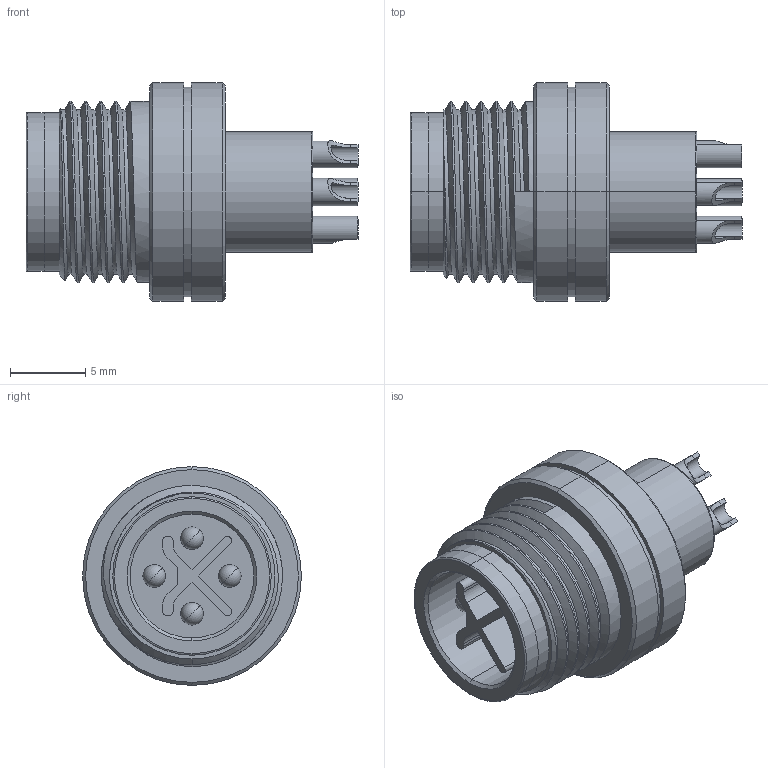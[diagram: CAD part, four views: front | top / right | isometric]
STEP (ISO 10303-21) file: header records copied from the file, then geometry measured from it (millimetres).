
FILE_DESCRIPTION (( 'STEP AP203' ), '1' );
FILE_NAME ('50-01054.STEP', '2025-03-25T00:55:02', ( '' ), ( '' ), 'SwSTEP 2.0', 'SolidWorks 2021', '' );
FILE_SCHEMA (( 'CONFIG_CONTROL_DESIGN' ));
Length unit declared in the file: millimetre
Products named in the file (5): 50-01054-01___; 50-01054; 50-01054-02_step; 50-01054-03___; 50-01054-03L___
Assembly tree (6 placements, depth 2):
  50-01054
    50-01054-01___
    50-01054-02_step
    50-01054-03L___
    50-01054-03___  x3
Bounding box: 22 x 14.5 x 14.5 mm (x, y, z)
Volume: 1474.4 mm3; surface area: 2985.4 mm2
Topology: 6 solids, 6 shells, 232 faces, 529 edges, 322 vertices
Faces by surface type: cylinder 109, plane 59, torus 28, cone 25, sphere 8, bspline 3
Entity records: 6387 total; most frequent: CARTESIAN_POINT 1937, DIRECTION 885, ORIENTED_EDGE 762, EDGE_CURVE 381, AXIS2_PLACEMENT_3D 366, VERTEX_POINT 242, EDGE_LOOP 199, CIRCLE 192
